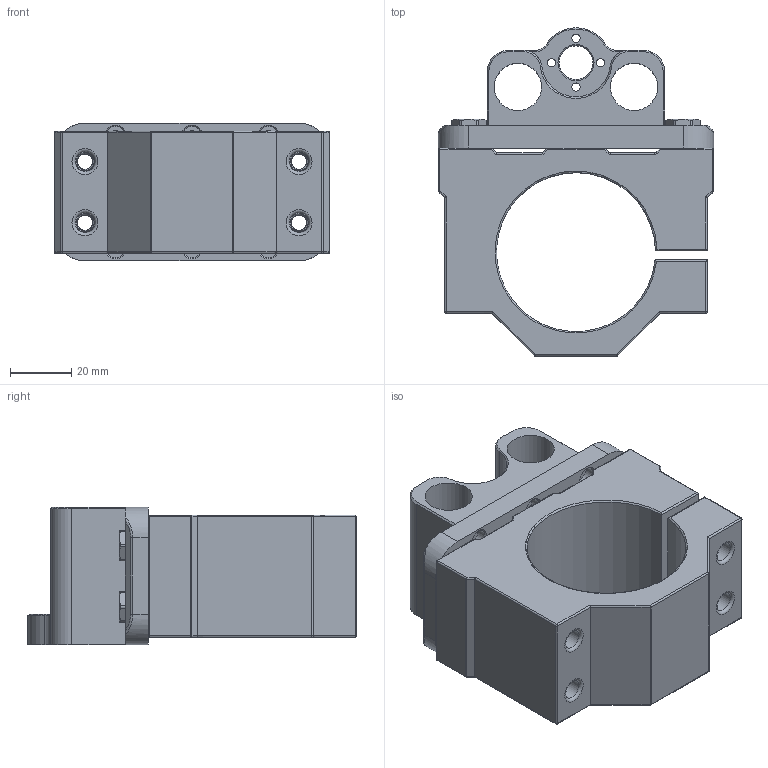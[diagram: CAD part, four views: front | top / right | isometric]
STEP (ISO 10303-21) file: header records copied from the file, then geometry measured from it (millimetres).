
FILE_DESCRIPTION(/* description */ (''),/* implementation_level */ '2;1');
FILE_NAME(/* name */ 'Z-Sled 52mm spindlemount.step',/* time_stamp */ '2018-04-26T20:20:08+02:00',/* author */ (''),/* organization */ (''),/* preprocessor_version */ 'ST-DEVELOPER v16.13',/* originating_system */ 'Autodesk Translation Framework v6.5.0.72',/* authorisation */ '');
FILE_SCHEMA (('AUTOMOTIVE_DESIGN { 1 0 10303 214 3 1 1 }'));
Length unit declared in the file: millimetre
Products named in the file (8): Untitled(1); Z-Axis Sled; Spindle bracket v1; Bracket-Mount 52mm; Nut_M6 v1; Nut_M6 v1 (1); Nut_M6 v1 (2); Nut_M6 v1 (3)
Assembly tree (7 placements, depth 3):
  Untitled(1)
    Z-Axis Sled
    Spindle bracket v1
    Bracket-Mount 52mm
      Nut_M6 v1
      Nut_M6 v1 (1)
      Nut_M6 v1 (2)
      Nut_M6 v1 (3)
Bounding box: 90 x 107.4 x 45 mm (x, y, z)
Volume: 178476.7 mm3; surface area: 57234.6 mm2
Topology: 7 solids, 7 shells, 416 faces, 1069 edges, 671 vertices
Faces by surface type: cylinder 206, plane 119, cone 53, sphere 16, bspline 12, torus 10
Full cylindrical faces by diameter (mm): 2.7 x4, 3.3 x6, 4.1 x6, 5 x16, 6 x6, 6.083 x20, 6.4 x4, 6.5 x6, 11 x1, 15.47 x2
Entity records: 17318 total; most frequent: CARTESIAN_POINT 7455, ORIENTED_EDGE 2114, DIRECTION 1948, EDGE_CURVE 1057, AXIS2_PLACEMENT_3D 760, VERTEX_POINT 671, EDGE_LOOP 486, LINE 428
